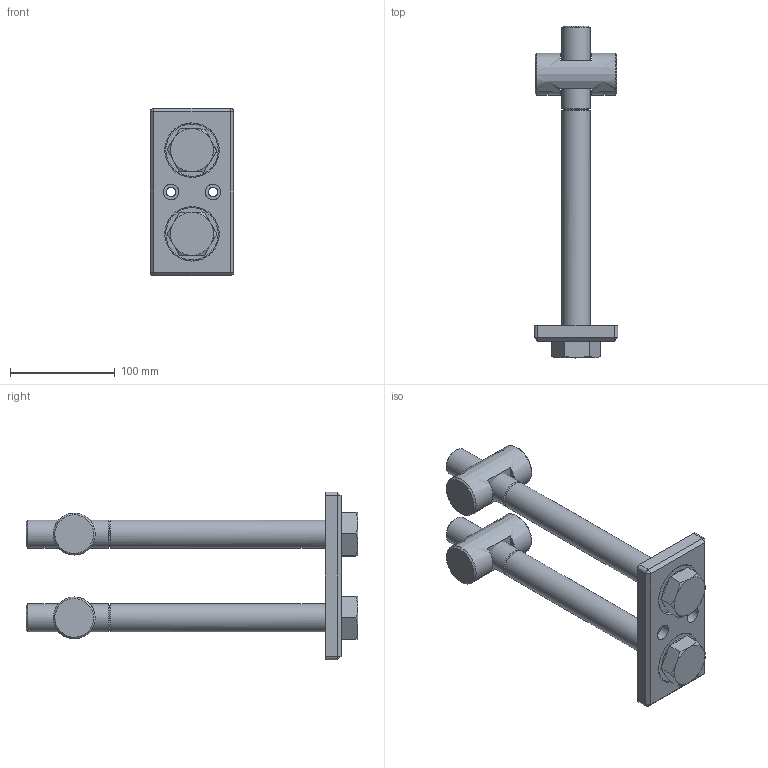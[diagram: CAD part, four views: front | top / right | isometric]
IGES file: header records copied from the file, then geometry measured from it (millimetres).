
Global section: file name: SV6002V_A; native system: Autodesk Inventor 2015; preprocessor: unknown; author: C. Hanke; date: 20151127.120817; units: millimetre
Bounding box: 80 x 317 x 160 mm (x, y, z)
Volume: 710243.6 mm3; surface area: 129533.1 mm2
Topology: 7 solids, 7 shells, 116 faces, 256 edges, 160 vertices
Faces by surface type: bspline 116
